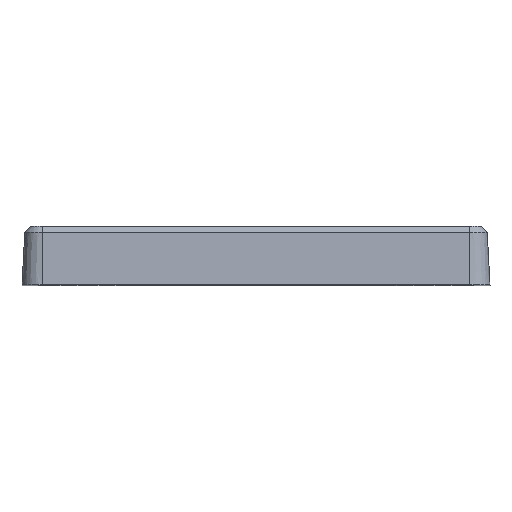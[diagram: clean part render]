
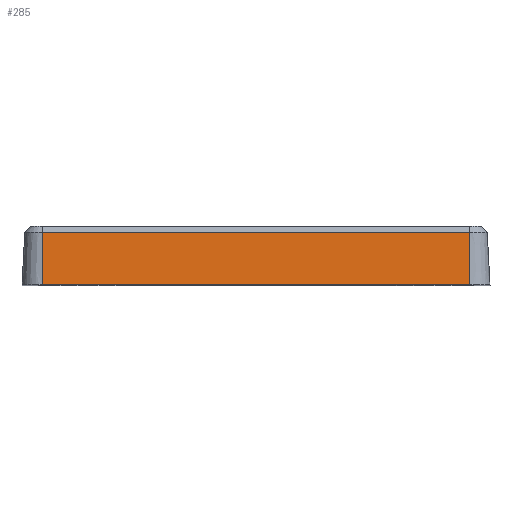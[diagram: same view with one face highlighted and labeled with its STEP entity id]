
A CAD part, top view. The second image highlights one B-rep face of the part: STEP entity #285.
In plain terms, the highlighted planar face has unit normal (0, 0.052, 0.999).
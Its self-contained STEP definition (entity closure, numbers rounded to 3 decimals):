
#55 = EDGE_CURVE ( 'NONE', #56, #196, #1053, .T. ) ;
#56 = VERTEX_POINT ( 'NONE', #1046 ) ;
#178 = ORIENTED_EDGE ( 'NONE', *, *, #55, .T. ) ;
#180 = EDGE_CURVE ( 'NONE', #279, #56, #1274, .T. ) ;
#183 = ORIENTED_EDGE ( 'NONE', *, *, #184, .T. ) ;
#184 = EDGE_CURVE ( 'NONE', #196, #280, #1269, .T. ) ;
#196 = VERTEX_POINT ( 'NONE', #1215 ) ;
#271 = ORIENTED_EDGE ( 'NONE', *, *, #180, .T. ) ;
#277 = ORIENTED_EDGE ( 'NONE', *, *, #278, .F. ) ;
#278 = EDGE_CURVE ( 'NONE', #279, #280, #1093, .T. ) ;
#279 = VERTEX_POINT ( 'NONE', #1510 ) ;
#280 = VERTEX_POINT ( 'NONE', #1511 ) ;
#285 = ADVANCED_FACE ( 'NONE', ( #1464 ), #1422, .T. ) ;
#286 = EDGE_LOOP ( 'NONE', ( #277, #271, #178, #183 ) ) ;
#1046 = CARTESIAN_POINT ( 'NONE',  ( -36.5, 8.945, 64.531 ) ) ;
#1047 = DIRECTION ( 'NONE',  ( 0., -0.999, 0.052 ) ) ;
#1048 = VECTOR ( 'NONE', #1047, 1000. ) ;
#1049 = CARTESIAN_POINT ( 'NONE',  ( -36.5, 0., 65. ) ) ;
#1053 = LINE ( 'NONE', #1049, #1048 ) ;
#1090 = DIRECTION ( 'NONE',  ( 0., -0.999, 0.052 ) ) ;
#1091 = VECTOR ( 'NONE', #1090, 1000. ) ;
#1092 = CARTESIAN_POINT ( 'NONE',  ( 36.5, 0., 65. ) ) ;
#1093 = LINE ( 'NONE', #1092, #1091 ) ;
#1215 = CARTESIAN_POINT ( 'NONE',  ( -36.5, 0., 65. ) ) ;
#1266 = DIRECTION ( 'NONE',  ( 1., 0., 0. ) ) ;
#1267 = VECTOR ( 'NONE', #1266, 1000. ) ;
#1268 = CARTESIAN_POINT ( 'NONE',  ( -36.5, 0., 65. ) ) ;
#1269 = LINE ( 'NONE', #1268, #1267 ) ;
#1271 = DIRECTION ( 'NONE',  ( -1., 0., 0. ) ) ;
#1272 = VECTOR ( 'NONE', #1271, 1000. ) ;
#1273 = CARTESIAN_POINT ( 'NONE',  ( -36.5, 8.945, 64.531 ) ) ;
#1274 = LINE ( 'NONE', #1273, #1272 ) ;
#1419 = DIRECTION ( 'NONE',  ( 0., 0.052, 0.999 ) ) ;
#1420 = CARTESIAN_POINT ( 'NONE',  ( -36.5, 0., 65. ) ) ;
#1421 = AXIS2_PLACEMENT_3D ( 'NONE', #1420, #1419, #1473 ) ;
#1422 = PLANE ( 'NONE',  #1421 ) ;
#1464 = FACE_OUTER_BOUND ( 'NONE', #286, .T. ) ;
#1473 = DIRECTION ( 'NONE',  ( 0., -0.999, 0.052 ) ) ;
#1510 = CARTESIAN_POINT ( 'NONE',  ( 36.5, 8.945, 64.531 ) ) ;
#1511 = CARTESIAN_POINT ( 'NONE',  ( 36.5, 0., 65. ) ) ;
